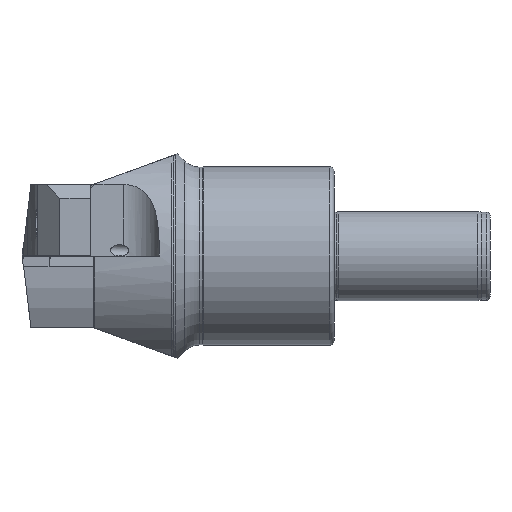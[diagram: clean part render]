
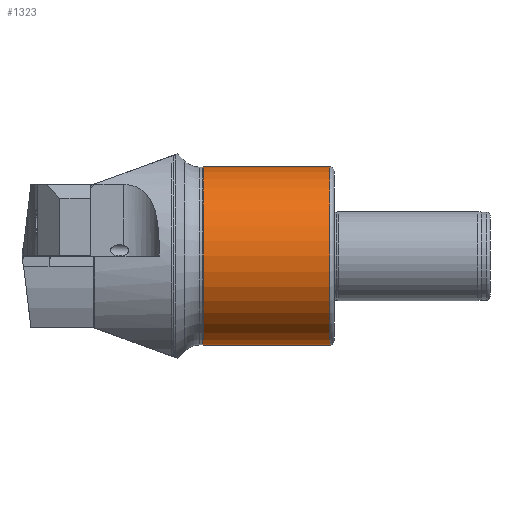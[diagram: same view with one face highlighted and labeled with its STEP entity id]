
A CAD part, front view. The second image highlights one B-rep face of the part: STEP entity #1323.
In plain terms, the highlighted cylindrical face has radius 40 mm (diameter 80 mm), a full revolution.
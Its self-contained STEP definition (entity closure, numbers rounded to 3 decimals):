
#875=FACE_BOUND('',#1533,.T.);
#876=FACE_BOUND('',#1534,.T.);
#993=CYLINDRICAL_SURFACE('',#2671,40.);
#1323=ADVANCED_FACE('',(#875,#876),#993,.T.);
#1533=EDGE_LOOP('',(#1755));
#1534=EDGE_LOOP('',(#1756));
#1755=ORIENTED_EDGE('',*,*,#2382,.F.);
#1756=ORIENTED_EDGE('',*,*,#2383,.T.);
#2197=VERTEX_POINT('',#3528);
#2198=VERTEX_POINT('',#3531);
#2382=EDGE_CURVE('',#2197,#2197,#2577,.T.);
#2383=EDGE_CURVE('',#2198,#2198,#2578,.T.);
#2577=CIRCLE('',#2668,40.);
#2578=CIRCLE('',#2670,40.);
#2668=AXIS2_PLACEMENT_3D('',#3527,#2925,#2926);
#2670=AXIS2_PLACEMENT_3D('',#3530,#2929,#2930);
#2671=AXIS2_PLACEMENT_3D('',#3532,#2931,#2932);
#2925=DIRECTION('',(-1.,0.,0.));
#2926=DIRECTION('',(0.,0.,1.));
#2929=DIRECTION('',(-1.,0.,0.));
#2930=DIRECTION('',(0.,0.,1.));
#2931=DIRECTION('',(-1.,0.,0.));
#2932=DIRECTION('',(0.,0.,1.));
#3527=CARTESIAN_POINT('',(50.615,0.,0.));
#3528=CARTESIAN_POINT('',(50.615,0.,40.));
#3530=CARTESIAN_POINT('',(107.38,0.,0.));
#3531=CARTESIAN_POINT('',(107.38,0.,40.));
#3532=CARTESIAN_POINT('',(0.,0.,0.));
